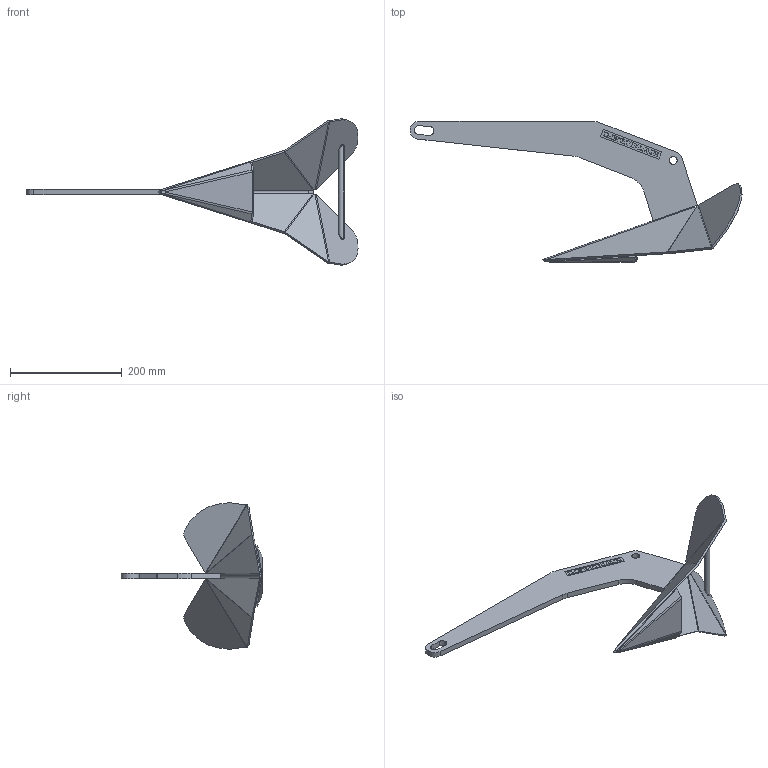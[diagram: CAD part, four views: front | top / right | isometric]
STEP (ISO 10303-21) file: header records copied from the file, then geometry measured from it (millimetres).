
FILE_DESCRIPTION((''),'2;1');
FILE_NAME('69000530_ASM','2013-01-08T',('mdance'),(''),'PRO/ENGINEER BY PARAMETRIC TECHNOLOGY CORPORATION, 2010280','PRO/ENGINEER BY PARAMETRIC TECHNOLOGY CORPORATION, 2010280','');
FILE_SCHEMA(('CONFIG_CONTROL_DESIGN'));
Length unit declared in the file: millimetre
Products named in the file (7): 65001987; 65001988; 65001990; 65001991; 65001989; BALLAST_6KG_DTX; 69000530_ASM
Assembly tree (6 placements, depth 2):
  69000530_ASM
    65001987
    65001988
    65001990
    65001991
    65001989
    BALLAST_6KG_DTX
Bounding box: 595.39 x 253.5 x 262.89 mm (x, y, z)
Volume: 749766.3 mm3; surface area: 259196.4 mm2
Topology: 6 solids, 6 shells, 1337 faces, 3732 edges, 2474 vertices
Faces by surface type: plane 1273, cylinder 32, bspline 18, extrusion 14
Entity records: 42936 total; most frequent: CARTESIAN_POINT 8543, ORIENTED_EDGE 7464, DIRECTION 6344, EDGE_CURVE 3732, VECTOR 3636, LINE 3622, VERTEX_POINT 2474, EDGE_LOOP 1412
